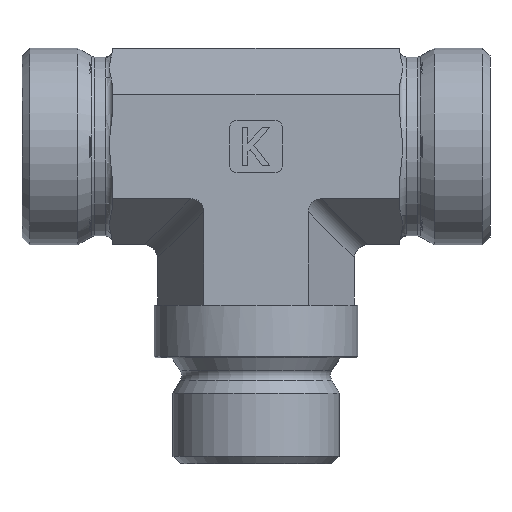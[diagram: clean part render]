
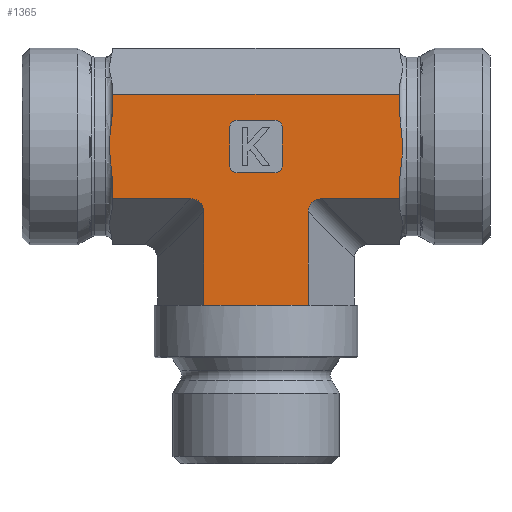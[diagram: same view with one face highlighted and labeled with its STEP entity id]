
A CAD part, left-side view. The second image highlights one B-rep face of the part: STEP entity #1365.
In plain terms, the highlighted planar face has unit normal (-1, 0, 0).
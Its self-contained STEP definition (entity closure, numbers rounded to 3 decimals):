
#266=CARTESIAN_POINT('',(-30.485,3.359,0.0));
#267=VERTEX_POINT('',#266);
#275=CARTESIAN_POINT('',(-30.485,15.729,0.0));
#276=VERTEX_POINT('',#275);
#404=CARTESIAN_POINT('',(-30.485,16.472,0.0));
#405=VERTEX_POINT('',#404);
#406=CARTESIAN_POINT('',(-30.485,16.472,0.0));
#407=DIRECTION('',(0.0,-1.0,0.0));
#408=VECTOR('',#407,0.744);
#409=LINE('',#406,#408);
#410=EDGE_CURVE('',#405,#276,#409,.T.);
#427=CARTESIAN_POINT('',(-30.485,2.616,0.0));
#428=VERTEX_POINT('',#427);
#429=CARTESIAN_POINT('',(-30.485,3.359,0.0));
#430=DIRECTION('',(0.0,-1.0,0.0));
#431=VECTOR('',#430,0.744);
#432=LINE('',#429,#431);
#433=EDGE_CURVE('',#267,#428,#432,.T.);
#647=CARTESIAN_POINT('',(-30.485,28.544,25.596));
#648=VERTEX_POINT('',#647);
#649=CARTESIAN_POINT('',(-30.485,28.544,16.404));
#650=VERTEX_POINT('',#649);
#651=CARTESIAN_POINT('',(-30.485,28.544,25.596));
#652=CARTESIAN_POINT('',(-30.485,28.544,25.087));
#653=CARTESIAN_POINT('',(-30.485,28.603,24.48));
#654=CARTESIAN_POINT('',(-30.485,28.795,23.045));
#655=CARTESIAN_POINT('',(-30.485,29.017,21.94));
#656=CARTESIAN_POINT('',(-30.485,29.017,20.06));
#657=CARTESIAN_POINT('',(-30.485,28.795,18.955));
#658=CARTESIAN_POINT('',(-30.485,28.603,17.52));
#659=CARTESIAN_POINT('',(-30.485,28.544,16.913));
#660=CARTESIAN_POINT('',(-30.485,28.544,16.404));
#661=B_SPLINE_CURVE_WITH_KNOTS('',3,(#651,#652,#653,#654,#655,#656,#657,#658,#659,#660),.UNSPECIFIED.,.F.,.U.,(4,2,2,2,4),(0.949,1.101,1.383,1.665,1.818),.UNSPECIFIED.);
#662=EDGE_CURVE('',#648,#650,#661,.T.);
#1178=CARTESIAN_POINT('',(-30.485,2.616,0.0));
#1179=DIRECTION('',(-1.0,0.0,0.0));
#1180=DIRECTION('',(0.0,0.0,1.0));
#1181=AXIS2_PLACEMENT_3D('',#1178,#1179,#1180);
#1182=PLANE('',#1181);
#1183=CARTESIAN_POINT('',(-30.485,28.544,27.928));
#1184=VERTEX_POINT('',#1183);
#1185=CARTESIAN_POINT('',(-30.485,28.544,27.928));
#1186=DIRECTION('',(0.0,0.0,-1.0));
#1187=VECTOR('',#1186,2.332);
#1188=LINE('',#1185,#1187);
#1189=EDGE_CURVE('',#1184,#648,#1188,.T.);
#1190=ORIENTED_EDGE('',*,*,#1189,.T.);
#1191=ORIENTED_EDGE('',*,*,#662,.T.);
#1192=CARTESIAN_POINT('',(-30.485,28.544,14.072));
#1193=VERTEX_POINT('',#1192);
#1194=CARTESIAN_POINT('',(-30.485,28.544,16.404));
#1195=DIRECTION('',(0.0,0.0,-1.0));
#1196=VECTOR('',#1195,2.332);
#1197=LINE('',#1194,#1196);
#1198=EDGE_CURVE('',#650,#1193,#1197,.T.);
#1199=ORIENTED_EDGE('',*,*,#1198,.T.);
#1200=CARTESIAN_POINT('',(-30.485,18.204,14.072));
#1201=VERTEX_POINT('',#1200);
#1202=CARTESIAN_POINT('',(-30.485,18.204,14.072));
#1203=DIRECTION('',(0.0,1.0,0.0));
#1204=VECTOR('',#1203,10.34);
#1205=LINE('',#1202,#1204);
#1206=EDGE_CURVE('',#1201,#1193,#1205,.T.);
#1207=ORIENTED_EDGE('',*,*,#1206,.F.);
#1208=CARTESIAN_POINT('',(-30.485,16.472,12.34));
#1209=VERTEX_POINT('',#1208);
#1210=CARTESIAN_POINT('',(-30.485,18.781,11.762));
#1211=DIRECTION('',(-1.0,0.0,0.0));
#1212=DIRECTION('',(0.0,-0.707,0.707));
#1213=AXIS2_PLACEMENT_3D('',#1210,#1211,#1212);
#1214=ELLIPSE('',#1213,2.582,2.0);
#1215=EDGE_CURVE('',#1209,#1201,#1214,.T.);
#1216=ORIENTED_EDGE('',*,*,#1215,.F.);
#1217=CARTESIAN_POINT('',(-30.485,16.472,0.0));
#1218=DIRECTION('',(0.0,0.0,1.0));
#1219=VECTOR('',#1218,12.34);
#1220=LINE('',#1217,#1219);
#1221=EDGE_CURVE('',#405,#1209,#1220,.T.);
#1222=ORIENTED_EDGE('',*,*,#1221,.F.);
#1223=ORIENTED_EDGE('',*,*,#410,.T.);
#1224=CARTESIAN_POINT('',(-30.485,15.729,0.0));
#1225=DIRECTION('',(0.0,-1.0,0.0));
#1226=VECTOR('',#1225,12.369);
#1227=LINE('',#1224,#1226);
#1228=EDGE_CURVE('',#276,#267,#1227,.T.);
#1229=ORIENTED_EDGE('',*,*,#1228,.T.);
#1230=ORIENTED_EDGE('',*,*,#433,.T.);
#1231=CARTESIAN_POINT('',(-30.485,2.616,12.34));
#1232=VERTEX_POINT('',#1231);
#1233=CARTESIAN_POINT('',(-30.485,2.616,0.0));
#1234=DIRECTION('',(0.0,0.0,1.0));
#1235=VECTOR('',#1234,12.34);
#1236=LINE('',#1233,#1235);
#1237=EDGE_CURVE('',#428,#1232,#1236,.T.);
#1238=ORIENTED_EDGE('',*,*,#1237,.T.);
#1239=CARTESIAN_POINT('',(-30.485,0.884,14.072));
#1240=VERTEX_POINT('',#1239);
#1241=CARTESIAN_POINT('',(-30.485,0.306,11.762));
#1242=DIRECTION('',(-1.0,0.0,0.0));
#1243=DIRECTION('',(0.0,0.707,0.707));
#1244=AXIS2_PLACEMENT_3D('',#1241,#1242,#1243);
#1245=ELLIPSE('',#1244,2.582,2.0);
#1246=EDGE_CURVE('',#1240,#1232,#1245,.T.);
#1247=ORIENTED_EDGE('',*,*,#1246,.F.);
#1248=CARTESIAN_POINT('',(-30.485,-9.456,14.072));
#1249=VERTEX_POINT('',#1248);
#1250=CARTESIAN_POINT('',(-30.485,0.884,14.072));
#1251=DIRECTION('',(0.0,-1.0,0.0));
#1252=VECTOR('',#1251,10.34);
#1253=LINE('',#1250,#1252);
#1254=EDGE_CURVE('',#1240,#1249,#1253,.T.);
#1255=ORIENTED_EDGE('',*,*,#1254,.T.);
#1256=CARTESIAN_POINT('',(-30.485,-9.456,16.404));
#1257=VERTEX_POINT('',#1256);
#1258=CARTESIAN_POINT('',(-30.485,-9.456,14.072));
#1259=DIRECTION('',(0.0,0.0,1.0));
#1260=VECTOR('',#1259,2.332);
#1261=LINE('',#1258,#1260);
#1262=EDGE_CURVE('',#1249,#1257,#1261,.T.);
#1263=ORIENTED_EDGE('',*,*,#1262,.T.);
#1264=CARTESIAN_POINT('',(-30.485,-9.456,25.596));
#1265=VERTEX_POINT('',#1264);
#1266=CARTESIAN_POINT('',(-30.485,-9.456,16.404));
#1267=CARTESIAN_POINT('',(-30.485,-9.456,16.913));
#1268=CARTESIAN_POINT('',(-30.485,-9.515,17.52));
#1269=CARTESIAN_POINT('',(-30.485,-9.707,18.955));
#1270=CARTESIAN_POINT('',(-30.485,-9.929,20.06));
#1271=CARTESIAN_POINT('',(-30.485,-9.929,21.94));
#1272=CARTESIAN_POINT('',(-30.485,-9.707,23.045));
#1273=CARTESIAN_POINT('',(-30.485,-9.515,24.48));
#1274=CARTESIAN_POINT('',(-30.485,-9.456,25.087));
#1275=CARTESIAN_POINT('',(-30.485,-9.456,25.596));
#1276=B_SPLINE_CURVE_WITH_KNOTS('',3,(#1266,#1267,#1268,#1269,#1270,#1271,#1272,#1273,#1274,#1275),.UNSPECIFIED.,.F.,.U.,(4,2,2,2,4),(0.949,1.101,1.383,1.665,1.818),.UNSPECIFIED.);
#1277=EDGE_CURVE('',#1257,#1265,#1276,.T.);
#1278=ORIENTED_EDGE('',*,*,#1277,.T.);
#1279=CARTESIAN_POINT('',(-30.485,-9.456,27.928));
#1280=VERTEX_POINT('',#1279);
#1281=CARTESIAN_POINT('',(-30.485,-9.456,25.596));
#1282=DIRECTION('',(0.0,0.0,1.0));
#1283=VECTOR('',#1282,2.332);
#1284=LINE('',#1281,#1283);
#1285=EDGE_CURVE('',#1265,#1280,#1284,.T.);
#1286=ORIENTED_EDGE('',*,*,#1285,.T.);
#1287=CARTESIAN_POINT('',(-30.485,28.544,27.928));
#1288=DIRECTION('',(0.0,-1.0,0.0));
#1289=VECTOR('',#1288,38.);
#1290=LINE('',#1287,#1289);
#1291=EDGE_CURVE('',#1184,#1280,#1290,.T.);
#1292=ORIENTED_EDGE('',*,*,#1291,.F.);
#1293=EDGE_LOOP('',(#1190,#1191,#1199,#1207,#1216,#1222,#1223,#1229,#1230,#1238,#1247,#1255,#1263,#1278,#1286,#1292));
#1294=FACE_OUTER_BOUND('',#1293,.T.);
#1295=CARTESIAN_POINT('',(-30.485,12.044,24.5));
#1296=VERTEX_POINT('',#1295);
#1297=CARTESIAN_POINT('',(-30.485,7.044,24.5));
#1298=VERTEX_POINT('',#1297);
#1299=CARTESIAN_POINT('',(-30.485,12.044,24.5));
#1300=DIRECTION('',(0.0,-1.0,0.0));
#1301=VECTOR('',#1300,5.0);
#1302=LINE('',#1299,#1301);
#1303=EDGE_CURVE('',#1296,#1298,#1302,.T.);
#1304=ORIENTED_EDGE('',*,*,#1303,.T.);
#1305=CARTESIAN_POINT('',(-30.485,6.044,23.5));
#1306=VERTEX_POINT('',#1305);
#1307=CARTESIAN_POINT('',(-30.485,7.044,23.5));
#1308=DIRECTION('',(-1.0,0.0,0.0));
#1309=DIRECTION('',(0.0,-0.707,0.707));
#1310=AXIS2_PLACEMENT_3D('',#1307,#1308,#1309);
#1311=CIRCLE('',#1310,1.0);
#1312=EDGE_CURVE('',#1306,#1298,#1311,.T.);
#1313=ORIENTED_EDGE('',*,*,#1312,.F.);
#1314=CARTESIAN_POINT('',(-30.485,6.044,18.5));
#1315=VERTEX_POINT('',#1314);
#1316=CARTESIAN_POINT('',(-30.485,6.044,23.5));
#1317=DIRECTION('',(0.0,0.0,-1.0));
#1318=VECTOR('',#1317,5.0);
#1319=LINE('',#1316,#1318);
#1320=EDGE_CURVE('',#1306,#1315,#1319,.T.);
#1321=ORIENTED_EDGE('',*,*,#1320,.T.);
#1322=CARTESIAN_POINT('',(-30.485,7.044,17.5));
#1323=VERTEX_POINT('',#1322);
#1324=CARTESIAN_POINT('',(-30.485,7.044,18.5));
#1325=DIRECTION('',(-1.0,0.0,0.0));
#1326=DIRECTION('',(0.0,-0.707,-0.707));
#1327=AXIS2_PLACEMENT_3D('',#1324,#1325,#1326);
#1328=CIRCLE('',#1327,1.0);
#1329=EDGE_CURVE('',#1323,#1315,#1328,.T.);
#1330=ORIENTED_EDGE('',*,*,#1329,.F.);
#1331=CARTESIAN_POINT('',(-30.485,12.044,17.5));
#1332=VERTEX_POINT('',#1331);
#1333=CARTESIAN_POINT('',(-30.485,7.044,17.5));
#1334=DIRECTION('',(0.0,1.0,0.0));
#1335=VECTOR('',#1334,5.);
#1336=LINE('',#1333,#1335);
#1337=EDGE_CURVE('',#1323,#1332,#1336,.T.);
#1338=ORIENTED_EDGE('',*,*,#1337,.T.);
#1339=CARTESIAN_POINT('',(-30.485,13.044,18.5));
#1340=VERTEX_POINT('',#1339);
#1341=CARTESIAN_POINT('',(-30.485,12.044,18.5));
#1342=DIRECTION('',(-1.0,0.0,0.0));
#1343=DIRECTION('',(0.0,0.707,-0.707));
#1344=AXIS2_PLACEMENT_3D('',#1341,#1342,#1343);
#1345=CIRCLE('',#1344,1.0);
#1346=EDGE_CURVE('',#1340,#1332,#1345,.T.);
#1347=ORIENTED_EDGE('',*,*,#1346,.F.);
#1348=CARTESIAN_POINT('',(-30.485,13.044,23.5));
#1349=VERTEX_POINT('',#1348);
#1350=CARTESIAN_POINT('',(-30.485,13.044,18.5));
#1351=DIRECTION('',(0.0,0.0,1.0));
#1352=VECTOR('',#1351,5.0);
#1353=LINE('',#1350,#1352);
#1354=EDGE_CURVE('',#1340,#1349,#1353,.T.);
#1355=ORIENTED_EDGE('',*,*,#1354,.T.);
#1356=CARTESIAN_POINT('',(-30.485,12.044,23.5));
#1357=DIRECTION('',(-1.0,0.0,0.0));
#1358=DIRECTION('',(0.0,0.707,0.707));
#1359=AXIS2_PLACEMENT_3D('',#1356,#1357,#1358);
#1360=CIRCLE('',#1359,1.0);
#1361=EDGE_CURVE('',#1296,#1349,#1360,.T.);
#1362=ORIENTED_EDGE('',*,*,#1361,.F.);
#1363=EDGE_LOOP('',(#1304,#1313,#1321,#1330,#1338,#1347,#1355,#1362));
#1364=FACE_BOUND('',#1363,.T.);
#1365=ADVANCED_FACE('',(#1294,#1364),#1182,.T.);
